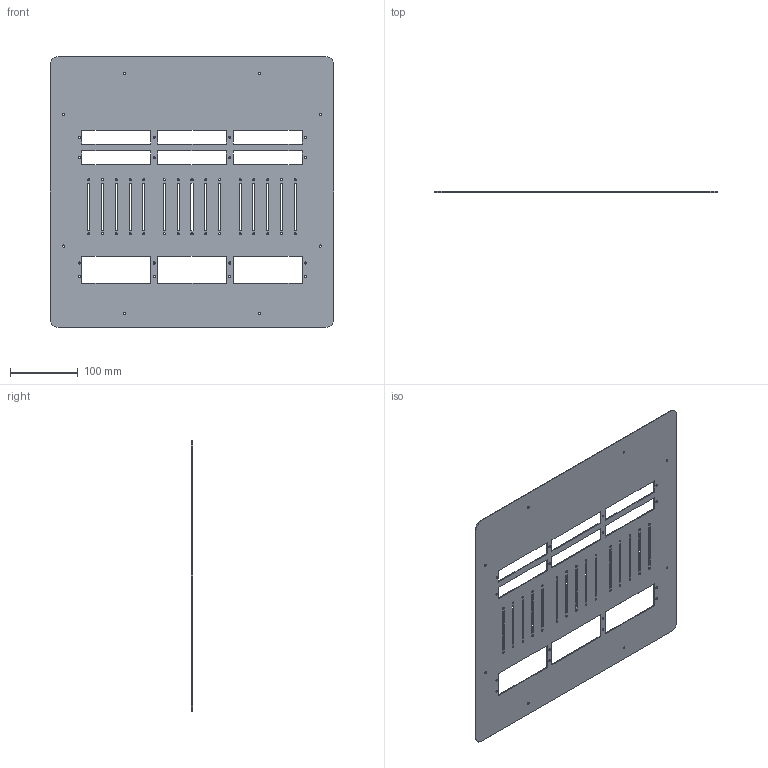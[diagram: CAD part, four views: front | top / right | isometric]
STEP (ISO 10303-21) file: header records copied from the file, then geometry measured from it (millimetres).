
FILE_DESCRIPTION(/* description */ (''),/* implementation_level */ '2;1');
FILE_NAME(/* name */ 'Blech Frontplate v3.step',/* time_stamp */ '2020-01-21T21:44:03+01:00',/* author */ (''),/* organization */ (''),/* preprocessor_version */ 'ST-DEVELOPER v18',/* originating_system */ 'Autodesk Translation Framework v8.12.0.6',/* authorisation */ '');
FILE_SCHEMA (('AUTOMOTIVE_DESIGN { 1 0 10303 214 3 1 1 }'));
Length unit declared in the file: millimetre
Products named in the file (1): Blech Frontplate
Bounding box: 420 x 1.5 x 400 mm (x, y, z)
Volume: 209350.9 mm3; surface area: 289144.2 mm2
Topology: 1 solids, 1 shells, 160 faces, 482 edges, 324 vertices
Faces by surface type: plane 102, cylinder 58
Full cylindrical faces by diameter (mm): 3.2 x54
Entity records: 5779 total; most frequent: CARTESIAN_POINT 967, ORIENTED_EDGE 964, DIRECTION 928, EDGE_CURVE 482, LINE 358, VECTOR 358, VERTEX_POINT 324, EDGE_LOOP 316
